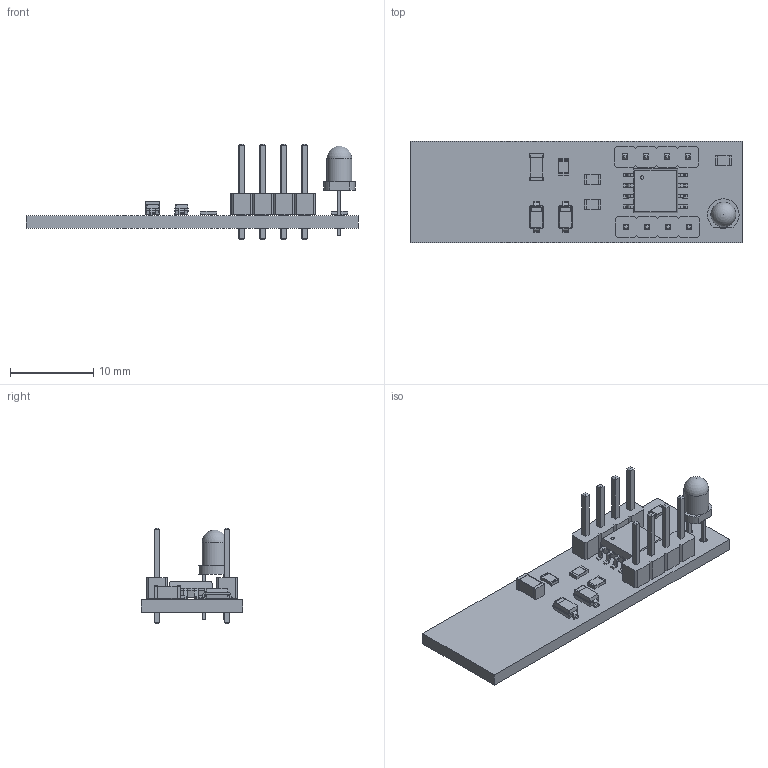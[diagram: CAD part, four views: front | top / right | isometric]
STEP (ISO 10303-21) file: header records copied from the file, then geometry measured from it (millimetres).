
FILE_DESCRIPTION(('KiCad electronic assembly'),'2;1');
FILE_NAME('digispark_attiny_85.step','2025-11-06T18:40:51',('Pcbnew'),( 'Kicad'),'Open CASCADE STEP processor 7.9','KiCad to STEP converter' ,'Unknown');
FILE_SCHEMA(('AUTOMOTIVE_DESIGN { 1 0 10303 214 1 1 1 1 }'));
Length unit declared in the file: millimetre
Products named in the file (8): digispark_attiny_85 1; R_0805_2012Metric; D_SOD-123; C_1206_3216Metric; LED_D3.0mm; PinHeader_1x04_P2.54mm_Vertical; SOIC-8_5.3x5.3mm_P1.27mm; digispark_attiny_85_PCB
Assembly tree (12 placements, depth 2):
  digispark_attiny_85 1
    R_0805_2012Metric  x4
    D_SOD-123  x2
    C_1206_3216Metric
    LED_D3.0mm
    PinHeader_1x04_P2.54mm_Vertical  x2
    SOIC-8_5.3x5.3mm_P1.27mm
    digispark_attiny_85_PCB
Bounding box: 40 x 12.2 x 11.54 mm (x, y, z)
Volume: 999.1 mm3; surface area: 1873 mm2
Topology: 12 solids, 12 shells, 617 faces, 1556 edges, 985 vertices
Faces by surface type: plane 472, cylinder 104, bspline 40, sphere 1
Full cylindrical faces by diameter (mm): 0.9 x2, 1 x8, 3 x1
Entity records: 14377 total; most frequent: CARTESIAN_POINT 2084, ORIENTED_EDGE 1933, DIRECTION 1817, EDGE_CURVE 967, LINE 783, VECTOR 783, VERTEX_POINT 616, AXIS2_PLACEMENT_3D 517
